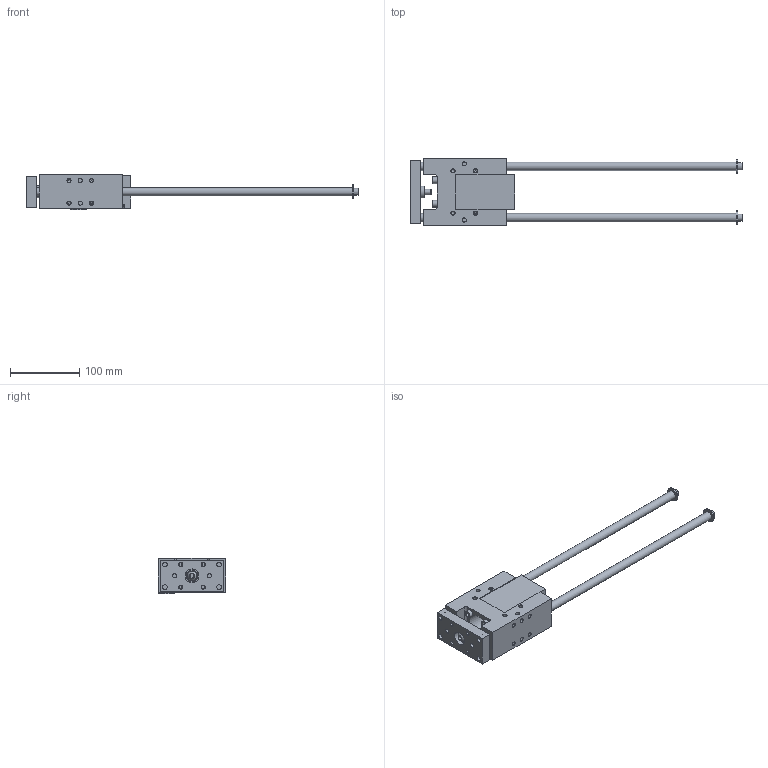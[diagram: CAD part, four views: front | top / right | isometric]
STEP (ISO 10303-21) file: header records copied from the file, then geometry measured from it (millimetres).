
FILE_DESCRIPTION( ( 'STEP AP214' ), '1' );
FILE_NAME( '324A6284.step', '2006-07-06T14:08:40', ( ' ' ), ( ' ' ), 'XStep 1.0', ' ', ' ' );
FILE_SCHEMA( ( 'automotive_design' ) );
Length unit declared in the file: metre
Products named in the file (2): 1; 2
Bounding box: 479 x 97 x 50.5 mm (x, y, z)
Volume: 533322.3 mm3; surface area: 145024.6 mm2
Topology: 2 solids, 12 shells, 363 faces, 865 edges, 577 vertices
Faces by surface type: plane 187, cylinder 130, cone 45, sphere 1
Full cylindrical faces by diameter (mm): 3.242 x6, 4 x6, 4.134 x4, 4.5 x3, 4.918 x31, 6 x14, 6.2 x12, 6.5 x3, 6.6 x4, 7 x3, 8 x2, 10 x5, 10.5 x1, 11 x4, 12 x5, 17 x2, 20 x4, 23 x1
Entity records: 12475 total; most frequent: CARTESIAN_POINT 2014, DIRECTION 1606, ORIENTED_EDGE 1224, AXIS2_PLACEMENT_3D 645, EDGE_LOOP 615, EDGE_CURVE 612, VERTEX_POINT 501, FACE_OUTER_BOUND 473
